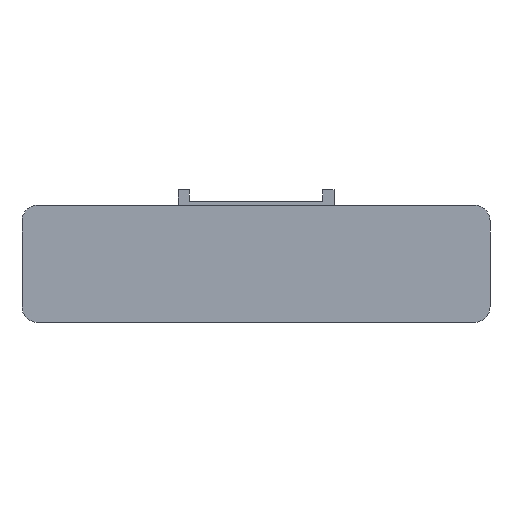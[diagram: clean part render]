
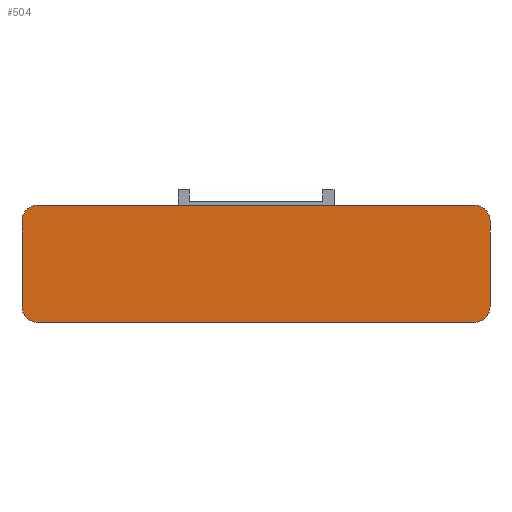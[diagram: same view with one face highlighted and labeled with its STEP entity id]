
A CAD part, left-side view. The second image highlights one B-rep face of the part: STEP entity #504.
In plain terms, the highlighted planar face has unit normal (-1, 0, 0).
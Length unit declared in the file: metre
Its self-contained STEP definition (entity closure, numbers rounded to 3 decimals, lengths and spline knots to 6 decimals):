
#33=CIRCLE('',#555,0.002);
#34=CIRCLE('',#556,0.002);
#35=CIRCLE('',#557,0.002);
#36=CIRCLE('',#558,0.002);
#115=ORIENTED_EDGE('',*,*,#227,.T.);
#116=ORIENTED_EDGE('',*,*,#229,.T.);
#117=ORIENTED_EDGE('',*,*,#230,.T.);
#118=ORIENTED_EDGE('',*,*,#231,.T.);
#119=ORIENTED_EDGE('',*,*,#232,.F.);
#120=ORIENTED_EDGE('',*,*,#233,.T.);
#121=ORIENTED_EDGE('',*,*,#234,.T.);
#122=ORIENTED_EDGE('',*,*,#235,.T.);
#227=EDGE_CURVE('',#287,#286,#336,.T.);
#229=EDGE_CURVE('',#286,#288,#33,.T.);
#230=EDGE_CURVE('',#288,#289,#338,.T.);
#231=EDGE_CURVE('',#289,#290,#34,.T.);
#232=EDGE_CURVE('',#291,#290,#339,.T.);
#233=EDGE_CURVE('',#291,#292,#35,.T.);
#234=EDGE_CURVE('',#292,#293,#340,.T.);
#235=EDGE_CURVE('',#293,#287,#36,.T.);
#286=VERTEX_POINT('',#827);
#287=VERTEX_POINT('',#829);
#288=VERTEX_POINT('',#833);
#289=VERTEX_POINT('',#835);
#290=VERTEX_POINT('',#837);
#291=VERTEX_POINT('',#839);
#292=VERTEX_POINT('',#841);
#293=VERTEX_POINT('',#843);
#336=LINE('',#828,#385);
#338=LINE('',#834,#387);
#339=LINE('',#838,#388);
#340=LINE('',#842,#389);
#385=VECTOR('',#663,1.);
#387=VECTOR('',#669,1.);
#388=VECTOR('',#672,1.);
#389=VECTOR('',#675,1.);
#412=EDGE_LOOP('',(#115,#116,#117,#118,#119,#120,#121,#122));
#451=FACE_BOUND('',#412,.T.);
#486=PLANE('',#554);
#504=ADVANCED_FACE('',(#451),#486,.T.);
#554=AXIS2_PLACEMENT_3D('',#831,#665,#666);
#555=AXIS2_PLACEMENT_3D('',#832,#667,#668);
#556=AXIS2_PLACEMENT_3D('',#836,#670,#671);
#557=AXIS2_PLACEMENT_3D('',#840,#673,#674);
#558=AXIS2_PLACEMENT_3D('',#844,#676,#677);
#663=DIRECTION('',(0.,0.,-1.));
#665=DIRECTION('',(-1.,0.,0.));
#666=DIRECTION('',(0.,-1.,0.));
#667=DIRECTION('',(-1.,0.,0.));
#668=DIRECTION('',(0.,-1.,0.));
#669=DIRECTION('',(0.,-1.,0.));
#670=DIRECTION('',(-1.,0.,0.));
#671=DIRECTION('',(0.,-1.,0.));
#672=DIRECTION('',(0.,0.,-1.));
#673=DIRECTION('',(-1.,0.,0.));
#674=DIRECTION('',(0.,-1.,0.));
#675=DIRECTION('',(0.,1.,0.));
#676=DIRECTION('',(-1.,0.,0.));
#677=DIRECTION('',(0.,-1.,0.));
#827=CARTESIAN_POINT('',(-0.043,0.03,-0.01));
#828=CARTESIAN_POINT('',(-0.043,0.03,0.003));
#829=CARTESIAN_POINT('',(-0.043,0.03,0.001));
#831=CARTESIAN_POINT('',(-0.043,0.015,0.003));
#832=CARTESIAN_POINT('',(-0.043,0.028,-0.01));
#833=CARTESIAN_POINT('',(-0.043,0.028,-0.012));
#834=CARTESIAN_POINT('',(-0.043,-0.015,-0.012));
#835=CARTESIAN_POINT('',(-0.043,-0.028,-0.012));
#836=CARTESIAN_POINT('',(-0.043,-0.028,-0.01));
#837=CARTESIAN_POINT('',(-0.043,-0.03,-0.01));
#838=CARTESIAN_POINT('',(-0.043,-0.03,0.003));
#839=CARTESIAN_POINT('',(-0.043,-0.03,0.001));
#840=CARTESIAN_POINT('',(-0.043,-0.028,0.001));
#841=CARTESIAN_POINT('',(-0.043,-0.028,0.003));
#842=CARTESIAN_POINT('',(-0.043,0.015,0.003));
#843=CARTESIAN_POINT('',(-0.043,0.028,0.003));
#844=CARTESIAN_POINT('',(-0.043,0.028,0.001));
